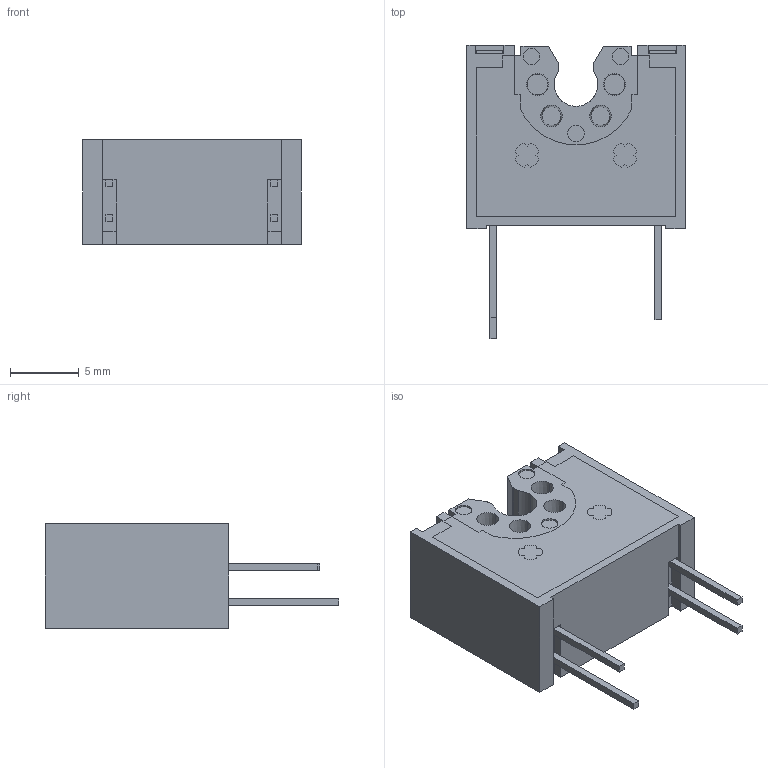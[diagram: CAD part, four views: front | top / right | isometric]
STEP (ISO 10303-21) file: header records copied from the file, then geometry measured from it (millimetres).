
FILE_DESCRIPTION (( 'STEP AP214' ), '1' );
FILE_NAME ('OPB350L062.STEP', '2020-01-31T00:04:06', ( 'otpek' ), ( 'Microsoft' ), 'SwSTEP 2.0', 'SolidWorks 2018', '' );
FILE_SCHEMA (( 'AUTOMOTIVE_DESIGN' ));
Length unit declared in the file: millimetre
Products named in the file (5): C450-746-XXX-DC_NO-EARS; OPB350L062; OP750-DC; OP140-DC_.495-.555; C450-747-125-DC
Assembly tree (4 placements, depth 2):
  OPB350L062
    C450-746-XXX-DC_NO-EARS
    C450-747-125-DC
    OP140-DC_.495-.555
    OP750-DC
Bounding box: 15.88 x 21.33 x 7.62 mm (x, y, z)
Volume: 2270.2 mm3; surface area: 2107.6 mm2
Topology: 4 solids, 4 shells, 177 faces, 463 edges, 307 vertices
Faces by surface type: plane 141, cylinder 26, cone 8, sphere 2
Entity records: 5866 total; most frequent: CARTESIAN_POINT 982, ORIENTED_EDGE 916, DIRECTION 896, EDGE_CURVE 458, VECTOR 380, LINE 380, VERTEX_POINT 304, AXIS2_PLACEMENT_3D 258
